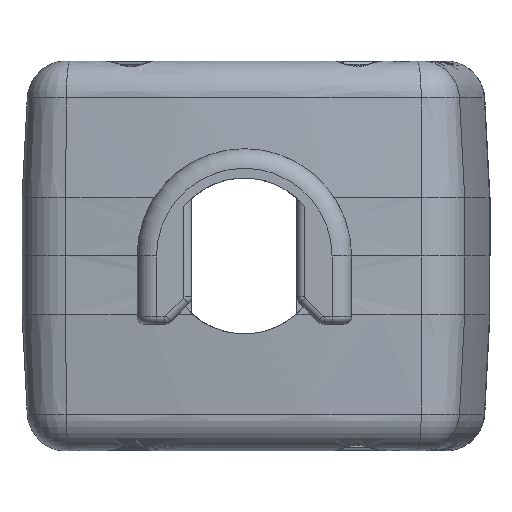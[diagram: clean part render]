
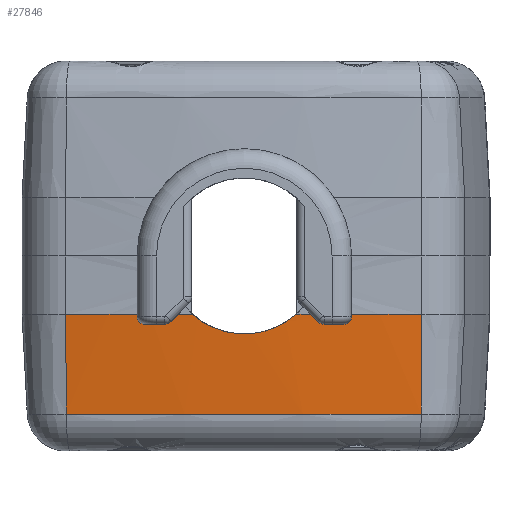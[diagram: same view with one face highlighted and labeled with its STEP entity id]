
A CAD part, front view. The second image highlights one B-rep face of the part: STEP entity #27846.
In plain terms, the highlighted conical face has half-angle 3 degrees and reference radius 90 mm.
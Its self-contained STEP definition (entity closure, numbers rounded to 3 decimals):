
#46=CONICAL_SURFACE('',#29558,90.,0.052);
#224=B_SPLINE_CURVE_WITH_KNOTS('',3,(#45310,#45311,#45312,#45313,#45314),
 .UNSPECIFIED.,.F.,.F.,(4,1,4),(0.,0.003,
0.006),.UNSPECIFIED.);
#797=CIRCLE('',#29557,90.);
#798=CIRCLE('',#29559,90.);
#799=CIRCLE('',#29560,89.732);
#5652=ORIENTED_EDGE('',*,*,#12376,.T.);
#5653=ORIENTED_EDGE('',*,*,#12377,.T.);
#5654=ORIENTED_EDGE('',*,*,#12225,.T.);
#5655=ORIENTED_EDGE('',*,*,#12375,.F.);
#5656=ORIENTED_EDGE('',*,*,#12378,.T.);
#5657=ORIENTED_EDGE('',*,*,#12379,.F.);
#12225=EDGE_CURVE('',#15674,#15673,#224,.T.);
#12375=EDGE_CURVE('',#15756,#15673,#797,.T.);
#12376=EDGE_CURVE('',#15757,#15758,#18725,.T.);
#12377=EDGE_CURVE('',#15758,#15674,#798,.T.);
#12378=EDGE_CURVE('',#15756,#15759,#18726,.T.);
#12379=EDGE_CURVE('',#15757,#15759,#799,.T.);
#15673=VERTEX_POINT('',#45309);
#15674=VERTEX_POINT('',#45315);
#15756=VERTEX_POINT('',#45606);
#15757=VERTEX_POINT('',#45610);
#15758=VERTEX_POINT('',#45611);
#15759=VERTEX_POINT('',#45614);
#18725=LINE('',#45609,#21738);
#18726=LINE('',#45613,#21739);
#21738=VECTOR('',#34345,1000.);
#21739=VECTOR('',#34348,1000.);
#23693=EDGE_LOOP('',(#5652,#5653,#5654,#5655,#5656,#5657));
#25280=FACE_BOUND('',#23693,.T.);
#27846=ADVANCED_FACE('',(#25280),#46,.T.);
#29557=AXIS2_PLACEMENT_3D('',#45607,#34341,#34342);
#29558=AXIS2_PLACEMENT_3D('',#45608,#34343,#34344);
#29559=AXIS2_PLACEMENT_3D('',#45612,#34346,#34347);
#29560=AXIS2_PLACEMENT_3D('',#45615,#34349,#34350);
#34341=DIRECTION('',(0.,0.,1.));
#34342=DIRECTION('',(-1.,0.,0.));
#34343=DIRECTION('',(0.,0.,1.));
#34344=DIRECTION('',(1.,0.,0.));
#34345=DIRECTION('',(0.005,-0.052,0.999));
#34346=DIRECTION('',(0.,0.,-1.));
#34347=DIRECTION('',(1.,0.,0.));
#34348=DIRECTION('',(0.005,0.052,-0.999));
#34349=DIRECTION('',(0.,0.,-1.));
#34350=DIRECTION('',(1.,0.,0.));
#45309=CARTESIAN_POINT('',(10.254,-17.958,0.));
#45310=CARTESIAN_POINT('',(15.546,-17.964,0.));
#45311=CARTESIAN_POINT('',(14.817,-17.951,-0.643));
#45312=CARTESIAN_POINT('',(12.901,-17.946,-1.357));
#45313=CARTESIAN_POINT('',(10.983,-17.947,-0.643));
#45314=CARTESIAN_POINT('',(10.254,-17.958,0.));
#45315=CARTESIAN_POINT('',(15.546,-17.964,0.));
#45606=CARTESIAN_POINT('',(3.743,-17.523,0.));
#45607=CARTESIAN_POINT('',(13.,72.,0.));
#45608=CARTESIAN_POINT('',(13.,72.,0.));
#45609=CARTESIAN_POINT('',(21.997,-17.549,0.));
#45610=CARTESIAN_POINT('',(21.97,-17.283,-5.105));
#45611=CARTESIAN_POINT('',(21.997,-17.549,0.));
#45612=CARTESIAN_POINT('',(13.,72.,0.));
#45613=CARTESIAN_POINT('',(3.743,-17.523,0.));
#45614=CARTESIAN_POINT('',(3.77,-17.257,-5.105));
#45615=CARTESIAN_POINT('',(13.,72.,-5.105));
